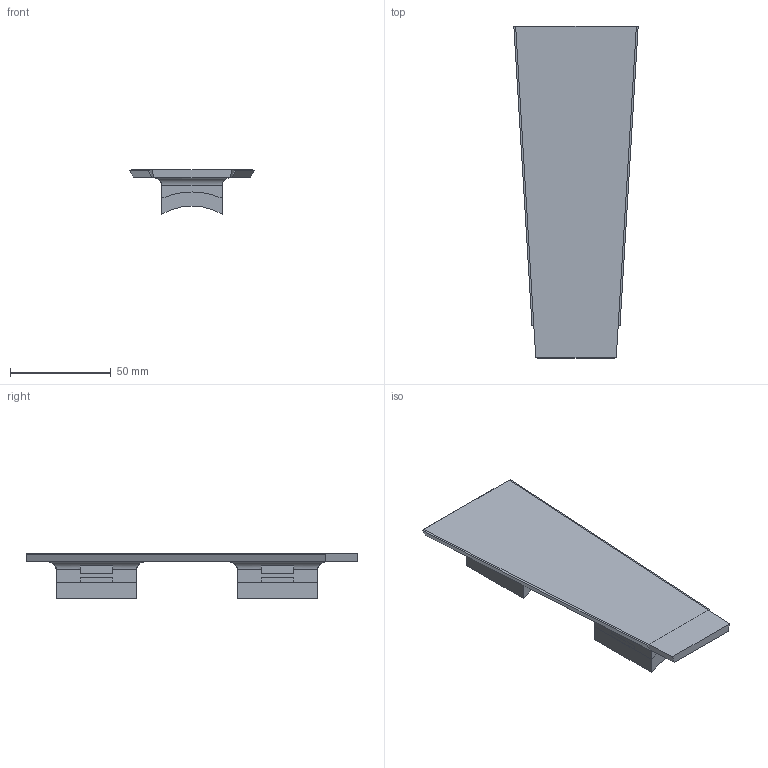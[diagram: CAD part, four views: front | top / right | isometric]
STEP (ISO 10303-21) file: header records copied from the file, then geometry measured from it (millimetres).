
FILE_DESCRIPTION(('HOOPS Exchange Step'),'2;1');
FILE_NAME('temp_export','2021-02-10T20:38:18+01:00',('mobile'),('Shapr3D Limited'),'HOOPS Exchange 2020.2','Shapr3D','Authorized');
FILE_SCHEMA( ('AP203_CONFIGURATION_CONTROLLED_3D_DESIGN_OF_MECHANICAL_PARTS_AND_ASSEMBLIES_MIM_LF') );
Length unit declared in the file: millimetre
Products named in the file (1): 8D3B33F1-40C4-48C2-86C2-2AAF88E79226.tmp
Bounding box: 61.8 x 165 x 22.02 mm (x, y, z)
Volume: 114173.7 mm3; surface area: 50605.6 mm2
Topology: 4 solids, 4 shells, 66 faces, 173 edges, 112 vertices
Faces by surface type: plane 50, cylinder 16
Entity records: 2053 total; most frequent: CARTESIAN_POINT 352, ORIENTED_EDGE 346, DIRECTION 339, EDGE_CURVE 173, VECTOR 141, LINE 141, VERTEX_POINT 112, AXIS2_PLACEMENT_3D 99
